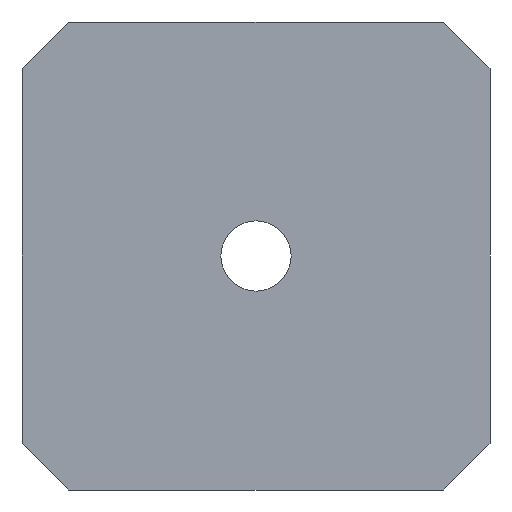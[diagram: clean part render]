
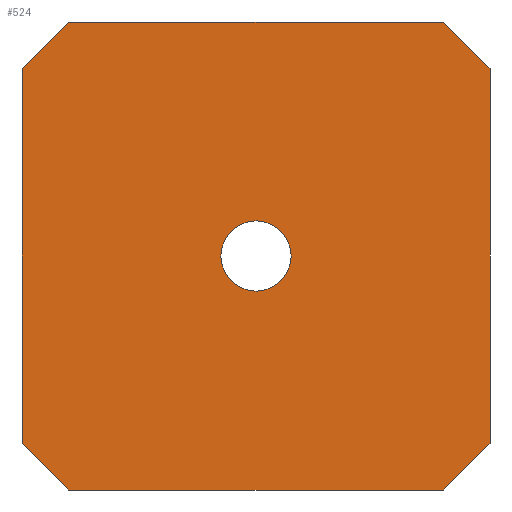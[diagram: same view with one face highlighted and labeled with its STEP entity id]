
A CAD part, front view. The second image highlights one B-rep face of the part: STEP entity #524.
In plain terms, the highlighted planar face has unit normal (0, -1, 0).
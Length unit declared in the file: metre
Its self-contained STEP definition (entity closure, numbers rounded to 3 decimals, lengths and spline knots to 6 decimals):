
#19=LINE('',#753,#85);
#23=LINE('',#762,#89);
#36=LINE('',#787,#102);
#37=LINE('',#789,#103);
#38=LINE('',#791,#104);
#39=LINE('',#792,#105);
#40=LINE('',#794,#106);
#41=LINE('',#796,#107);
#85=VECTOR('',#612,1.);
#89=VECTOR('',#618,1.);
#102=VECTOR('',#635,1.);
#103=VECTOR('',#636,1.);
#104=VECTOR('',#637,1.);
#105=VECTOR('',#638,1.);
#106=VECTOR('',#639,1.);
#107=VECTOR('',#640,1.);
#147=PLANE('',#567);
#197=ORIENTED_EDGE('',*,*,#313,.T.);
#198=ORIENTED_EDGE('',*,*,#322,.F.);
#199=ORIENTED_EDGE('',*,*,#339,.F.);
#200=ORIENTED_EDGE('',*,*,#340,.T.);
#201=ORIENTED_EDGE('',*,*,#341,.T.);
#202=ORIENTED_EDGE('',*,*,#326,.T.);
#203=ORIENTED_EDGE('',*,*,#342,.F.);
#204=ORIENTED_EDGE('',*,*,#343,.F.);
#205=ORIENTED_EDGE('',*,*,#344,.T.);
#313=EDGE_CURVE('',#385,#385,#435,.T.);
#322=EDGE_CURVE('',#394,#388,#19,.T.);
#326=EDGE_CURVE('',#399,#398,#23,.T.);
#339=EDGE_CURVE('',#409,#394,#36,.T.);
#340=EDGE_CURVE('',#409,#410,#37,.T.);
#341=EDGE_CURVE('',#410,#399,#38,.T.);
#342=EDGE_CURVE('',#411,#398,#39,.T.);
#343=EDGE_CURVE('',#412,#411,#40,.T.);
#344=EDGE_CURVE('',#412,#388,#41,.T.);
#385=VERTEX_POINT('',#734);
#388=VERTEX_POINT('',#740);
#394=VERTEX_POINT('',#752);
#398=VERTEX_POINT('',#761);
#399=VERTEX_POINT('',#763);
#409=VERTEX_POINT('',#788);
#410=VERTEX_POINT('',#790);
#411=VERTEX_POINT('',#793);
#412=VERTEX_POINT('',#795);
#435=CIRCLE('',#562,0.0015);
#447=EDGE_LOOP('',(#197));
#448=EDGE_LOOP('',(#198,#199,#200,#201,#202,#203,#204,#205));
#485=FACE_BOUND('',#447,.T.);
#486=FACE_BOUND('',#448,.T.);
#524=ADVANCED_FACE('',(#485,#486),#147,.F.);
#562=AXIS2_PLACEMENT_3D('',#733,#599,#600);
#567=AXIS2_PLACEMENT_3D('',#786,#633,#634);
#599=DIRECTION('',(0.,1.,0.));
#600=DIRECTION('',(0.,0.,1.));
#612=DIRECTION('',(0.,0.,1.));
#618=DIRECTION('',(0.,0.,1.));
#633=DIRECTION('',(0.,1.,0.));
#634=DIRECTION('',(-1.,0.,0.));
#635=DIRECTION('',(-0.707,0.,0.707));
#636=DIRECTION('',(1.,0.,0.));
#637=DIRECTION('',(0.707,0.,0.707));
#638=DIRECTION('',(0.707,0.,-0.707));
#639=DIRECTION('',(1.,0.,0.));
#640=DIRECTION('',(-0.707,0.,-0.707));
#733=CARTESIAN_POINT('',(0.,0.01,0.301));
#734=CARTESIAN_POINT('',(0.,0.01,0.3025));
#740=CARTESIAN_POINT('',(-0.01,0.01,0.309));
#752=CARTESIAN_POINT('',(-0.01,0.01,0.293));
#753=CARTESIAN_POINT('',(-0.01,0.01,0.301));
#761=CARTESIAN_POINT('',(0.01,0.01,0.309));
#762=CARTESIAN_POINT('',(0.01,0.01,-0.000002));
#763=CARTESIAN_POINT('',(0.01,0.01,0.293));
#786=CARTESIAN_POINT('',(0.000001,0.01,0.174999));
#787=CARTESIAN_POINT('',(-0.009,0.01,0.292));
#788=CARTESIAN_POINT('',(-0.008,0.01,0.291));
#789=CARTESIAN_POINT('',(0.,0.01,0.291));
#790=CARTESIAN_POINT('',(0.008,0.01,0.291));
#791=CARTESIAN_POINT('',(0.009,0.01,0.292));
#792=CARTESIAN_POINT('',(0.009,0.01,0.31));
#793=CARTESIAN_POINT('',(0.008,0.01,0.311));
#794=CARTESIAN_POINT('',(0.,0.01,0.311));
#795=CARTESIAN_POINT('',(-0.008,0.01,0.311));
#796=CARTESIAN_POINT('',(-0.009,0.01,0.31));
